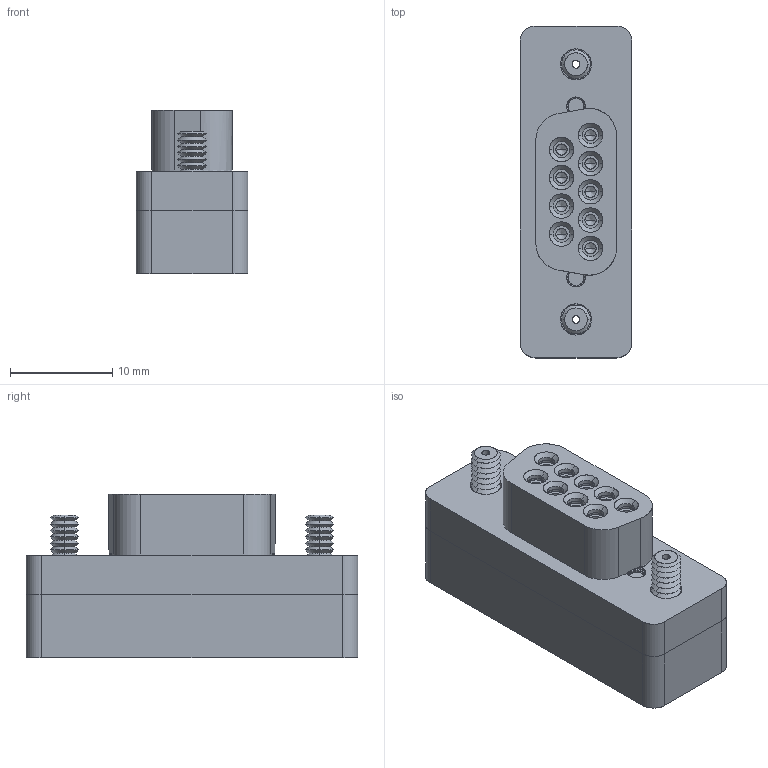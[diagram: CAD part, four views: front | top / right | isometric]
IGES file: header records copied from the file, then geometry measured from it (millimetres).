
Start section: SolidWorks IGES file using analytic representation for surfaces
Global section: file name: 16810-01-A.IGS; native system: SolidWorks 2009; preprocessor: SolidWorks 2009; author: Obadiah Bucchieri; date: 090929.100822; units: inch
Bounding box: 10.97 x 32.51 x 16 mm (x, y, z)
Surface area: 5289.4 mm2 (no closed solid volume)
Topology: 0 solids, 0 shells, 886 faces, 9779 edges, 9743 vertices
Faces by surface type: revolution 768, bspline 118
